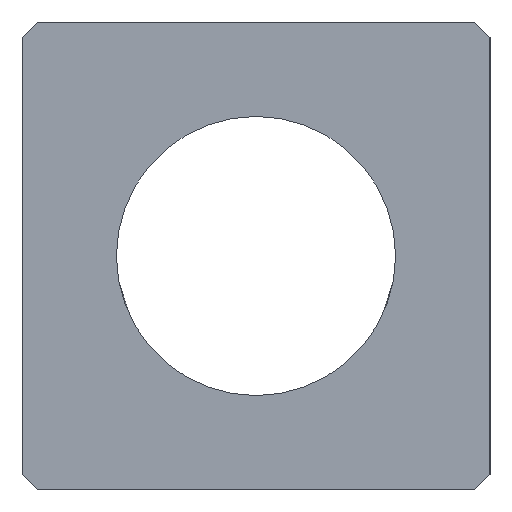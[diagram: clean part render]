
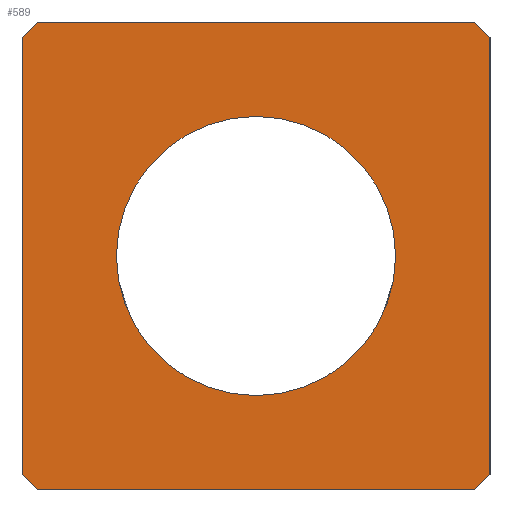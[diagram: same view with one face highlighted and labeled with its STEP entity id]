
A CAD part, left-side view. The second image highlights one B-rep face of the part: STEP entity #589.
In plain terms, the highlighted planar face has unit normal (-1, 0, 0).
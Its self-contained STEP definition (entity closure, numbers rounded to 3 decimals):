
#14=LINE($,#1187,#46);
#18=LINE($,#1196,#50);
#22=LINE($,#1205,#54);
#26=LINE($,#1214,#58);
#46=VECTOR($,#721,53.245);
#50=VECTOR($,#727,53.245);
#54=VECTOR($,#733,53.245);
#58=VECTOR($,#739,53.245);
#96=PLANE($,#656);
#130=FACE_BOUND($,#227,.T.);
#165=FACE_OUTER_BOUND($,#226,.T.);
#226=EDGE_LOOP($,(#510,#511,#512,#513,#514,#515,#516,#517));
#227=EDGE_LOOP($,(#518));
#247=CIRCLE($,#614,17.);
#255=CIRCLE($,#634,39.);
#256=CIRCLE($,#636,39.);
#257=CIRCLE($,#638,39.);
#266=CIRCLE($,#657,39.);
#279=VERTEX_POINT($,#858);
#290=VERTEX_POINT($,#1183);
#292=VERTEX_POINT($,#1186);
#294=VERTEX_POINT($,#1192);
#296=VERTEX_POINT($,#1195);
#298=VERTEX_POINT($,#1201);
#300=VERTEX_POINT($,#1204);
#302=VERTEX_POINT($,#1210);
#304=VERTEX_POINT($,#1213);
#335=EDGE_CURVE($,#279,#279,#247,.T.);
#347=EDGE_CURVE($,#292,#290,#14,.T.);
#351=EDGE_CURVE($,#296,#294,#18,.T.);
#355=EDGE_CURVE($,#300,#298,#22,.T.);
#359=EDGE_CURVE($,#304,#302,#26,.T.);
#367=EDGE_CURVE($,#300,#302,#255,.T.);
#368=EDGE_CURVE($,#296,#298,#256,.T.);
#369=EDGE_CURVE($,#292,#294,#257,.T.);
#394=EDGE_CURVE($,#304,#290,#266,.T.);
#510=ORIENTED_EDGE($,*,*,#347,.T.);
#511=ORIENTED_EDGE($,*,*,#394,.F.);
#512=ORIENTED_EDGE($,*,*,#359,.T.);
#513=ORIENTED_EDGE($,*,*,#367,.F.);
#514=ORIENTED_EDGE($,*,*,#355,.T.);
#515=ORIENTED_EDGE($,*,*,#368,.F.);
#516=ORIENTED_EDGE($,*,*,#351,.T.);
#517=ORIENTED_EDGE($,*,*,#369,.F.);
#518=ORIENTED_EDGE($,*,*,#335,.T.);
#589=ADVANCED_FACE($,(#165,#130),#96,.T.);
#614=AXIS2_PLACEMENT_3D($,#859,#700,#701);
#634=AXIS2_PLACEMENT_3D($,#1226,#756,#757);
#636=AXIS2_PLACEMENT_3D($,#1228,#760,#761);
#638=AXIS2_PLACEMENT_3D($,#1230,#764,#765);
#656=AXIS2_PLACEMENT_3D($,#1281,#816,#817);
#657=AXIS2_PLACEMENT_3D($,#1282,#818,#819);
#700=DIRECTION('center_axis',(1.,0.,0.));
#701=DIRECTION('ref_axis',(0.,0.,-1.));
#721=DIRECTION($,(0.,1.,0.));
#727=DIRECTION($,(0.,0.,1.));
#733=DIRECTION($,(0.,-1.,0.));
#739=DIRECTION($,(0.,0.,-1.));
#756=DIRECTION('center_axis',(1.,0.,0.));
#757=DIRECTION('ref_axis',(0.,1.,0.));
#760=DIRECTION('center_axis',(1.,0.,0.));
#761=DIRECTION('ref_axis',(0.,1.,0.));
#764=DIRECTION('center_axis',(1.,0.,0.));
#765=DIRECTION('ref_axis',(0.,1.,0.));
#816=DIRECTION('center_axis',(-1.,0.,0.));
#817=DIRECTION('ref_axis',(0.,0.,1.));
#818=DIRECTION('center_axis',(1.,0.,0.));
#819=DIRECTION('ref_axis',(0.,1.,0.));
#858=CARTESIAN_POINT('',(-77.,0.,17.));
#859=CARTESIAN_POINT('Origin',(-77.,0.,0.));
#1183=CARTESIAN_POINT('',(-77.,26.622,28.5));
#1186=CARTESIAN_POINT('',(-77.,-26.622,28.5));
#1187=CARTESIAN_POINT($,(-77.,-4.5,28.5));
#1192=CARTESIAN_POINT('',(-77.,-28.5,26.622));
#1195=CARTESIAN_POINT('',(-77.,-28.5,-26.622));
#1196=CARTESIAN_POINT($,(-77.,-28.5,-14.25));
#1201=CARTESIAN_POINT('',(-77.,-26.622,-28.5));
#1204=CARTESIAN_POINT('',(-77.,26.622,-28.5));
#1205=CARTESIAN_POINT($,(-77.,24.,-28.5));
#1210=CARTESIAN_POINT('',(-77.,28.5,-26.622));
#1213=CARTESIAN_POINT('',(-77.,28.5,26.622));
#1214=CARTESIAN_POINT($,(-77.,28.5,14.25));
#1226=CARTESIAN_POINT('Origin',(-77.,0.,0.));
#1228=CARTESIAN_POINT('Origin',(-77.,0.,0.));
#1230=CARTESIAN_POINT('Origin',(-77.,0.,0.));
#1281=CARTESIAN_POINT('Origin',(-77.,19.5,0.));
#1282=CARTESIAN_POINT('Origin',(-77.,0.,0.));
